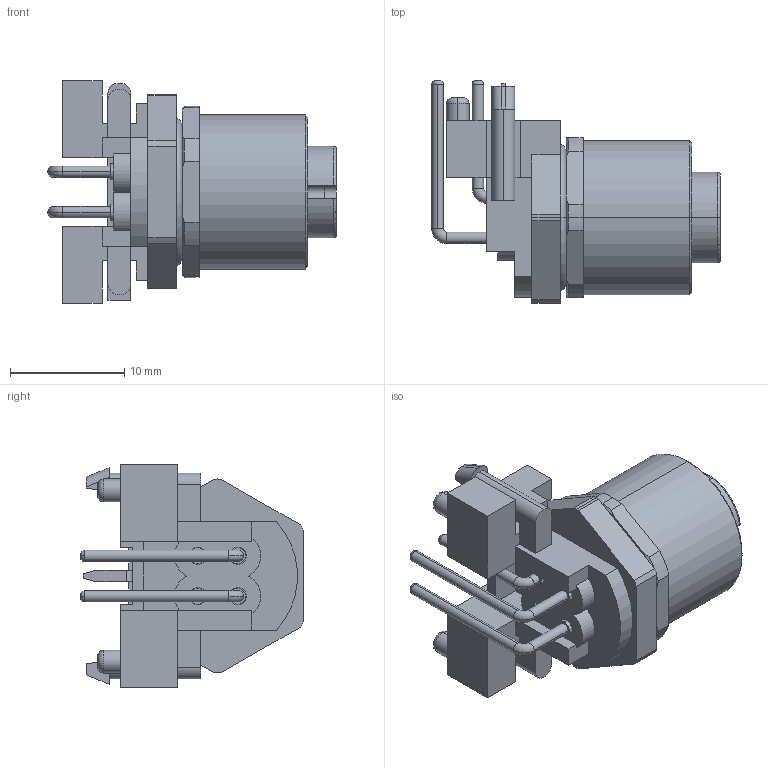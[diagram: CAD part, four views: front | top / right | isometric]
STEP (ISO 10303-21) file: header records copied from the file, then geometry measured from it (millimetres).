
FILE_DESCRIPTION (( 'STEP AP203' ), '1' );
FILE_NAME ('54-00246.STEP', '2024-06-14T22:23:03', ( '' ), ( '' ), 'SwSTEP 2.0', 'SolidWorks 2021', '' );
FILE_SCHEMA (( 'CONFIG_CONTROL_DESIGN' ));
Length unit declared in the file: millimetre
Products named in the file (10): 54-00246-06___; 54-00246-02___; 54-00246-05___; 54-00246-01; 54-00246-08; 54-00246-03___; 54-00246-11; 54-00246-04___; 54-00246; 54-00246-07
Assembly tree (11 placements, depth 2):
  54-00246
    54-00246-01
    54-00246-02___
    54-00246-03___
    54-00246-04___
    54-00246-05___
    54-00246-06___
    54-00246-07  x2
    54-00246-11
    54-00246-08  x2
Bounding box: 25.27 x 19.5 x 19.5 mm (x, y, z)
Volume: 2758.7 mm3; surface area: 5243 mm2
Topology: 11 solids, 11 shells, 493 faces, 1228 edges, 776 vertices
Faces by surface type: plane 210, cylinder 190, cone 46, torus 43, bspline 4
Entity records: 15353 total; most frequent: CARTESIAN_POINT 4504, DIRECTION 2086, ORIENTED_EDGE 2032, EDGE_CURVE 1016, AXIS2_PLACEMENT_3D 763, VERTEX_POINT 648, LINE 560, VECTOR 560
